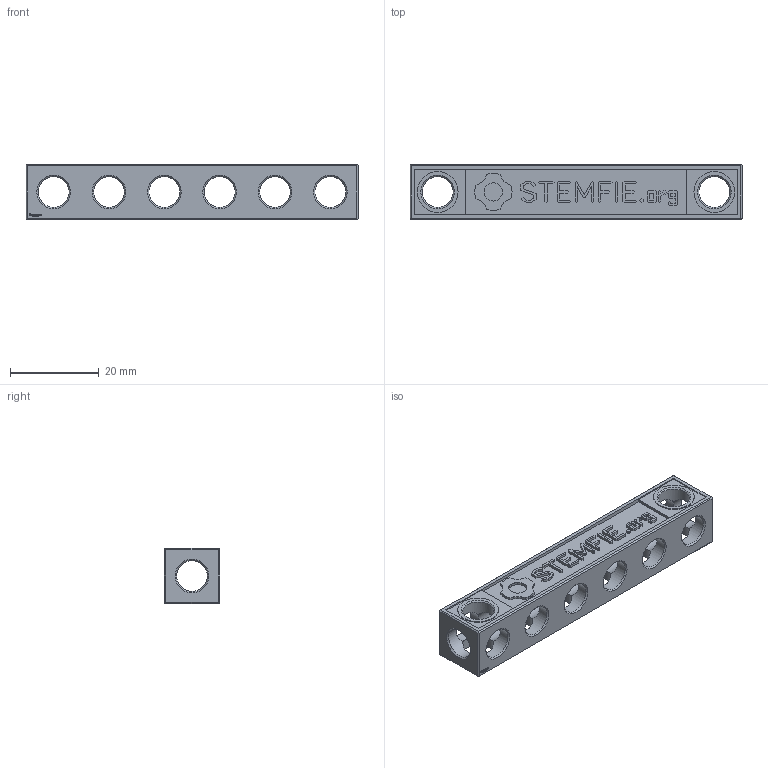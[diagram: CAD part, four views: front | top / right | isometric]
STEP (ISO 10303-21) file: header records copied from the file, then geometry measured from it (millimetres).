
FILE_DESCRIPTION(('FreeCAD Model'),'2;1');
FILE_NAME('Open CASCADE Shape Model','2023-11-10T18:37:24',(''),(''), 'Open CASCADE STEP processor 7.6','FreeCAD','Unknown');
FILE_SCHEMA(('AUTOMOTIVE_DESIGN { 1 0 10303 214 1 1 1 1 }'));
Products named in the file (1): Sign URL BEM STR ESS BU06x01x01 - SPN-SGN-0012 (stemfie.org)
Bounding box: 75 x 12.5 x 12.5 mm (x, y, z)
Volume: 5792.9 mm3; surface area: 5784.1 mm2
Topology: 1 solids, 1 shells, 730 faces, 2102 edges, 1402 vertices
Faces by surface type: plane 553, extrusion 122, cylinder 33, cone 22
Full cylindrical faces by diameter (mm): 7 x31, 9.2 x2
Entity records: 53091 total; most frequent: CARTESIAN_POINT 12053, DIRECTION 7059, VECTOR 5462, LINE 5340, ORIENTED_EDGE 4204, PCURVE 4204, DEFINITIONAL_REPRESENTATION 4204, EDGE_CURVE 2102
